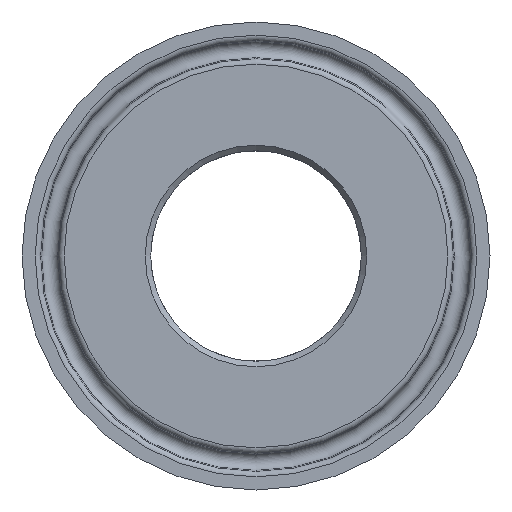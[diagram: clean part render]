
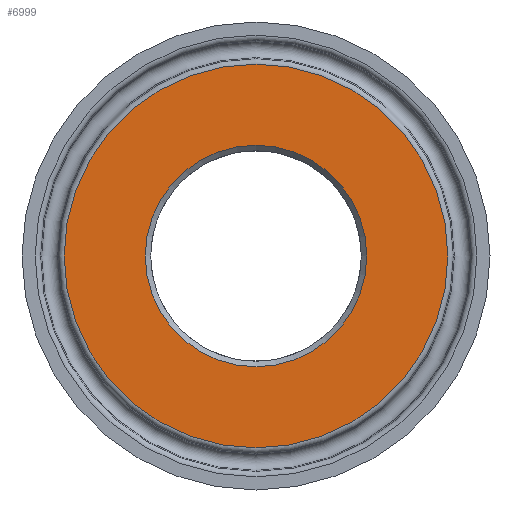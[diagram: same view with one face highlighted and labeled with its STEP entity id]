
A CAD part, left-side view. The second image highlights one B-rep face of the part: STEP entity #6999.
In plain terms, the highlighted planar face has unit normal (-1, 0, 0).
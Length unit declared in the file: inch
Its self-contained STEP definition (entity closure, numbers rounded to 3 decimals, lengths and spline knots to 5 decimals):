
#100=FACE_BOUND('',#1260,.T.);
#454=PLANE('',#7403);
#831=FACE_OUTER_BOUND('',#1259,.T.);
#1259=EDGE_LOOP('',(#6530));
#1260=EDGE_LOOP('',(#6531));
#1809=CIRCLE('',#7400,0.59495);
#1811=CIRCLE('',#7404,1.03106);
#3438=VERTEX_POINT('',#15461);
#3440=VERTEX_POINT('',#15467);
#4475=EDGE_CURVE('',#3438,#3438,#1809,.T.);
#4477=EDGE_CURVE('',#3440,#3440,#1811,.T.);
#6530=ORIENTED_EDGE('',*,*,#4477,.F.);
#6531=ORIENTED_EDGE('',*,*,#4475,.F.);
#6999=ADVANCED_FACE('',(#831,#100),#454,.T.);
#7400=AXIS2_PLACEMENT_3D('',#15462,#8664,#8665);
#7403=AXIS2_PLACEMENT_3D('',#15466,#8670,#8671);
#7404=AXIS2_PLACEMENT_3D('',#15468,#8672,#8673);
#8664=DIRECTION('center_axis',(-1.,0.,0.));
#8665=DIRECTION('ref_axis',(0.,-1.,0.));
#8670=DIRECTION('center_axis',(-1.,0.,0.));
#8671=DIRECTION('ref_axis',(0.,0.,1.));
#8672=DIRECTION('center_axis',(1.,0.,0.));
#8673=DIRECTION('ref_axis',(0.,-1.,0.));
#15461=CARTESIAN_POINT('',(0.,0.59495,0.));
#15462=CARTESIAN_POINT('Origin',(0.,0.,0.));
#15466=CARTESIAN_POINT('Origin',(0.,0.80831,
0.));
#15467=CARTESIAN_POINT('',(0.,1.03106,0.));
#15468=CARTESIAN_POINT('Origin',(0.,0.,0.));
